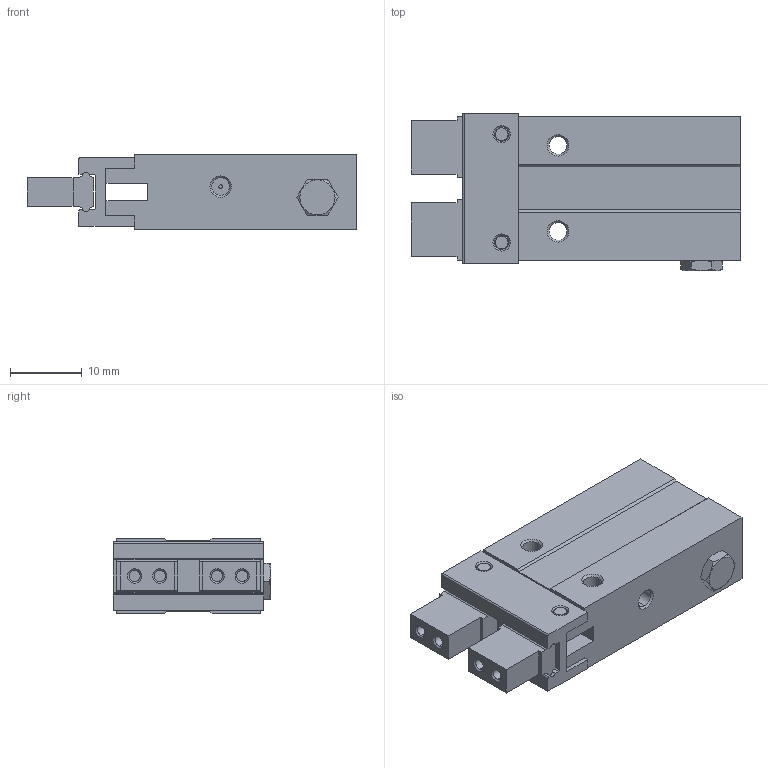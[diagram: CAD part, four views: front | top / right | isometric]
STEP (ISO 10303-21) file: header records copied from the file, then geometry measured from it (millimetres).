
FILE_DESCRIPTION (( 'STEP AP203' ), '1' );
FILE_NAME ('KP06MSA-MB.step', '2017-07-18T20:16:22', ( '' ), ( '' ), 'SwSTEP 2.0', 'SolidWorks 2017', '' );
FILE_SCHEMA (( 'CONFIG_CONTROL_DESIGN' ));
Length unit declared in the file: millimetre
Products named in the file (4): KP06MSA-MB; KP06MSA-MB-1; KP06MSA-MB-2; KP06MSA-MB-3
Assembly tree (3 placements, depth 2):
  KP06MSA-MB
    KP06MSA-MB-1
    KP06MSA-MB-2
    KP06MSA-MB-3
Bounding box: 46 x 22 x 10.5 mm (x, y, z)
Volume: 7012.8 mm3; surface area: 5094 mm2
Topology: 3 solids, 4 shells, 192 faces, 462 edges, 294 vertices
Faces by surface type: plane 106, cylinder 44, cone 42
Entity records: 6114 total; most frequent: CARTESIAN_POINT 1268, ORIENTED_EDGE 924, DIRECTION 910, EDGE_CURVE 462, AXIS2_PLACEMENT_3D 336, VERTEX_POINT 294, VECTOR 238, LINE 238
